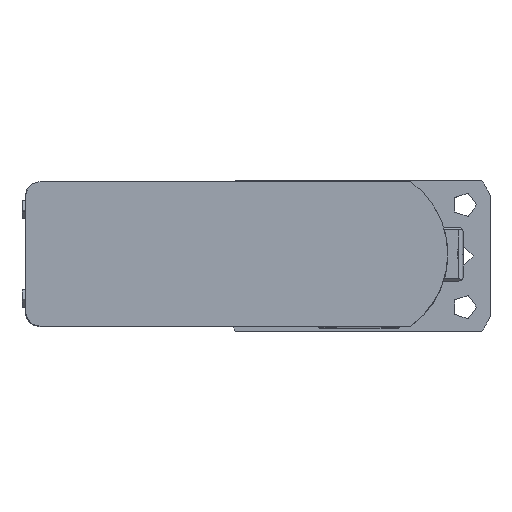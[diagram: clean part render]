
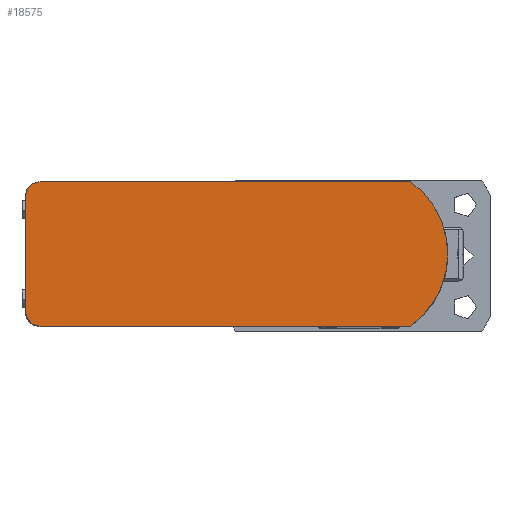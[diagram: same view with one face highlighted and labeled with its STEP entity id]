
A CAD part, top view. The second image highlights one B-rep face of the part: STEP entity #18575.
In plain terms, the highlighted planar face has unit normal (0, 0, 1).
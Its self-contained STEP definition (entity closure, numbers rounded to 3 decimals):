
#2072=CIRCLE('',#20014,40.);
#2113=CIRCLE('',#20089,6.6);
#2114=CIRCLE('',#20090,6.6);
#3664=FACE_OUTER_BOUND('',#4907,.T.);
#4907=EDGE_LOOP('',(#14937,#14938,#14939,#14940,#14941,#14942));
#6250=LINE('',#32254,#7563);
#6257=LINE('',#32270,#7570);
#6262=LINE('',#32286,#7575);
#7563=VECTOR('',#23495,166.718);
#7570=VECTOR('',#23508,51.8);
#7575=VECTOR('',#23523,166.718);
#9062=VERTEX_POINT('',#32251);
#9063=VERTEX_POINT('',#32253);
#9068=VERTEX_POINT('',#32267);
#9069=VERTEX_POINT('',#32269);
#9074=VERTEX_POINT('',#32283);
#9075=VERTEX_POINT('',#32285);
#11087=EDGE_CURVE('',#9063,#9062,#6250,.T.);
#11095=EDGE_CURVE('',#9069,#9068,#6257,.T.);
#11103=EDGE_CURVE('',#9075,#9074,#6262,.T.);
#11119=EDGE_CURVE('',#9074,#9063,#2072,.T.);
#11209=EDGE_CURVE('',#9062,#9069,#2113,.T.);
#11210=EDGE_CURVE('',#9068,#9075,#2114,.T.);
#14937=ORIENTED_EDGE('',*,*,#11087,.T.);
#14938=ORIENTED_EDGE('',*,*,#11209,.T.);
#14939=ORIENTED_EDGE('',*,*,#11095,.T.);
#14940=ORIENTED_EDGE('',*,*,#11210,.T.);
#14941=ORIENTED_EDGE('',*,*,#11103,.T.);
#14942=ORIENTED_EDGE('',*,*,#11119,.T.);
#17792=PLANE('',#20088);
#18575=ADVANCED_FACE('',(#3664),#17792,.T.);
#20014=AXIS2_PLACEMENT_3D('',#32317,#23551,#23552);
#20088=AXIS2_PLACEMENT_3D('',#32588,#23735,#23736);
#20089=AXIS2_PLACEMENT_3D('',#32589,#23737,#23738);
#20090=AXIS2_PLACEMENT_3D('',#32590,#23739,#23740);
#23495=DIRECTION('',(-1.,0.,0.));
#23508=DIRECTION('',(0.,-1.,0.));
#23523=DIRECTION('',(1.,0.,0.));
#23551=DIRECTION('center_axis',(0.,0.,1.));
#23552=DIRECTION('ref_axis',(0.583,-0.813,0.));
#23735=DIRECTION('center_axis',(0.,0.,1.));
#23736=DIRECTION('ref_axis',(1.,0.,0.));
#23737=DIRECTION('center_axis',(0.,0.,1.));
#23738=DIRECTION('ref_axis',(0.,1.,0.));
#23739=DIRECTION('center_axis',(0.,0.,1.));
#23740=DIRECTION('ref_axis',(-1.,0.,0.));
#32251=CARTESIAN_POINT('',(-143.4,32.5,570.));
#32253=CARTESIAN_POINT('',(23.318,32.5,570.));
#32254=CARTESIAN_POINT('',(23.318,32.5,570.));
#32267=CARTESIAN_POINT('',(-150.,-25.9,570.));
#32269=CARTESIAN_POINT('',(-150.,25.9,570.));
#32270=CARTESIAN_POINT('',(-150.,25.9,570.));
#32283=CARTESIAN_POINT('',(23.318,-32.5,570.));
#32285=CARTESIAN_POINT('',(-143.4,-32.5,570.));
#32286=CARTESIAN_POINT('',(-143.4,-32.5,570.));
#32317=CARTESIAN_POINT('Origin',(0.,0.,
570.));
#32588=CARTESIAN_POINT('Origin',(-61.472,0.,
570.));
#32589=CARTESIAN_POINT('Origin',(-143.4,25.9,570.));
#32590=CARTESIAN_POINT('Origin',(-143.4,-25.9,570.));
